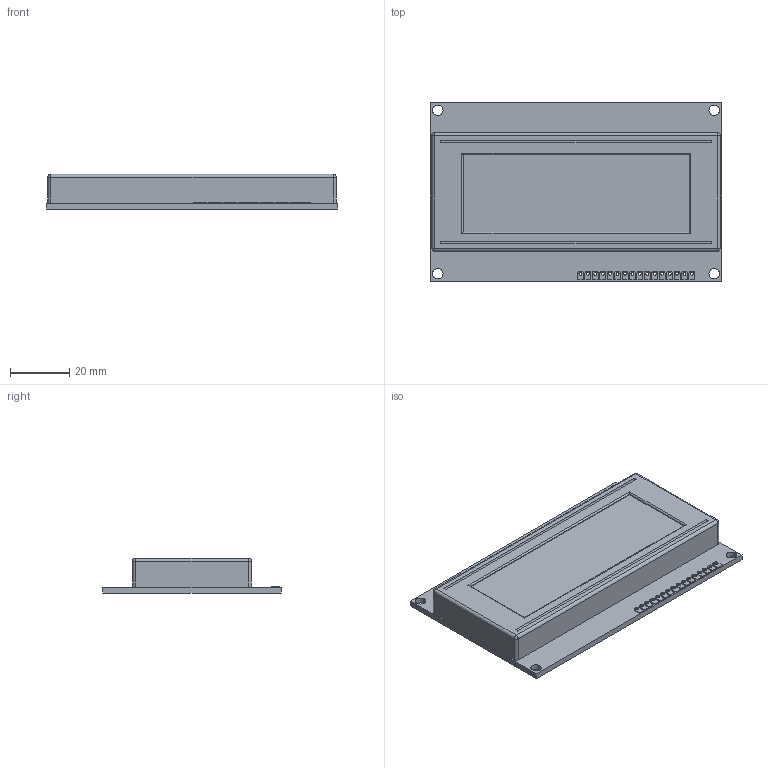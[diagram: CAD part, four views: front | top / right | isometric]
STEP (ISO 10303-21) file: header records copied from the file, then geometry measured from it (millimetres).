
FILE_DESCRIPTION(('FreeCAD Model'),'2;1');
FILE_NAME('LCD2004.step','2018-10-22T10:07:49',('Author'),(''), 'Open CASCADE STEP processor 7.3','FreeCAD','Unknown');
FILE_SCHEMA(('AUTOMOTIVE_DESIGN { 1 0 10303 214 1 1 1 1 }'));
Length unit declared in the file: millimetre
Products named in the file (5): LCD2004A_obj; LCD2007; PCB002; Islas001; Chasis002
Assembly tree (4 placements, depth 2):
  LCD2004A_obj
    LCD2007
    PCB002
    Islas001
    Chasis002
Bounding box: 98 x 60 x 11.92 mm (x, y, z)
Volume: 47792.3 mm3; surface area: 27139.6 mm2
Topology: 35 solids, 35 shells, 352 faces, 832 edges, 548 vertices
Faces by surface type: plane 218, cylinder 130, sphere 4
Full cylindrical faces by diameter (mm): 1 x48, 3.5 x4
Entity records: 21647 total; most frequent: CARTESIAN_POINT 3877, DIRECTION 3356, LINE 1944, VECTOR 1944, ORIENTED_EDGE 1656, PCURVE 1656, DEFINITIONAL_REPRESENTATION 1656, EDGE_CURVE 828
